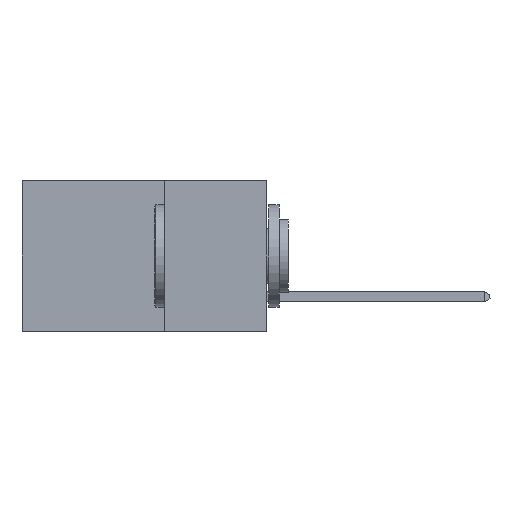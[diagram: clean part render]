
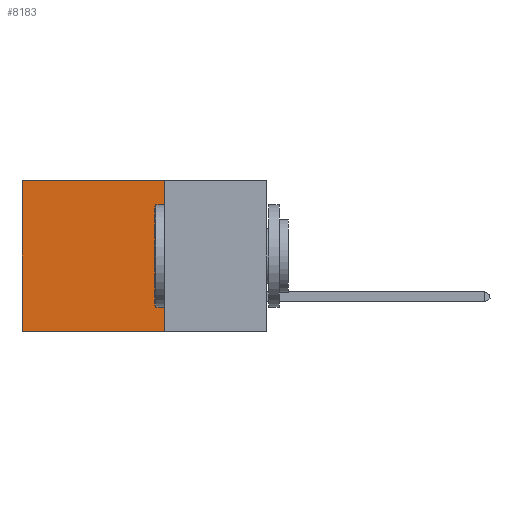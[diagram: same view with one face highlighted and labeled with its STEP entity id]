
A CAD part, left-side view. The second image highlights one B-rep face of the part: STEP entity #8183.
In plain terms, the highlighted planar face has unit normal (-1, 0, 0).
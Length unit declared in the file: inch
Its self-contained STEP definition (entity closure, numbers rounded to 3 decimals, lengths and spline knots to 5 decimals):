
#1103 = LINE ( 'NONE', #20190, #17498 ) ;
#2620 = PLANE ( 'NONE',  #17877 ) ;
#3694 = CARTESIAN_POINT ( 'NONE',  ( 0.2875, 0.25, 0. ) ) ;
#3822 = EDGE_CURVE ( 'NONE', #12734, #3851, #14631, .T. ) ;
#3851 = VERTEX_POINT ( 'NONE', #18981 ) ;
#4010 = EDGE_CURVE ( 'NONE', #18422, #12734, #19852, .T. ) ;
#5310 = DIRECTION ( 'NONE',  ( 0., 0., -1. ) ) ;
#5684 = ORIENTED_EDGE ( 'NONE', *, *, #4010, .F. ) ;
#5916 = DIRECTION ( 'NONE',  ( 1., 0., 0. ) ) ;
#6577 = VECTOR ( 'NONE', #16049, 39.37008 ) ;
#6636 = EDGE_LOOP ( 'NONE', ( #7602, #16343, #5684, #16067 ) ) ;
#7602 = ORIENTED_EDGE ( 'NONE', *, *, #14080, .T. ) ;
#7664 = CARTESIAN_POINT ( 'NONE',  ( 0.2875, 0.25, -0.37 ) ) ;
#7838 = EDGE_CURVE ( 'NONE', #18422, #18024, #18956, .T. ) ;
#8125 = FACE_OUTER_BOUND ( 'NONE', #6636, .T. ) ;
#8183 = ADVANCED_FACE ( 'NONE', ( #8125 ), #2620, .F. ) ;
#8564 = CARTESIAN_POINT ( 'NONE',  ( 0.2875, 0.25, -0.37 ) ) ;
#8738 = DIRECTION ( 'NONE',  ( 0., 1., 0. ) ) ;
#9056 = CARTESIAN_POINT ( 'NONE',  ( 0.2875, 0.25, 0. ) ) ;
#10810 = CARTESIAN_POINT ( 'NONE',  ( 0.2875, 0.6, 0. ) ) ;
#12734 = VERTEX_POINT ( 'NONE', #7664 ) ;
#14080 = EDGE_CURVE ( 'NONE', #18024, #3851, #1103, .T. ) ;
#14512 = CARTESIAN_POINT ( 'NONE',  ( 0.2875, 0.25, 0. ) ) ;
#14631 = LINE ( 'NONE', #8564, #18201 ) ;
#15295 = CARTESIAN_POINT ( 'NONE',  ( 0.2875, 0.25, 0. ) ) ;
#16049 = DIRECTION ( 'NONE',  ( 0., 1., 0. ) ) ;
#16067 = ORIENTED_EDGE ( 'NONE', *, *, #7838, .T. ) ;
#16343 = ORIENTED_EDGE ( 'NONE', *, *, #3822, .F. ) ;
#16885 = DIRECTION ( 'NONE',  ( 0., 0., -1. ) ) ;
#17204 = DIRECTION ( 'NONE',  ( 0., 0., -1. ) ) ;
#17498 = VECTOR ( 'NONE', #17204, 39.37008 ) ;
#17877 = AXIS2_PLACEMENT_3D ( 'NONE', #15295, #5916, #16885 ) ;
#18024 = VERTEX_POINT ( 'NONE', #10810 ) ;
#18201 = VECTOR ( 'NONE', #8738, 39.37008 ) ;
#18422 = VERTEX_POINT ( 'NONE', #9056 ) ;
#18956 = LINE ( 'NONE', #14512, #6577 ) ;
#18981 = CARTESIAN_POINT ( 'NONE',  ( 0.2875, 0.6, -0.37 ) ) ;
#19387 = VECTOR ( 'NONE', #5310, 39.37008 ) ;
#19852 = LINE ( 'NONE', #3694, #19387 ) ;
#20190 = CARTESIAN_POINT ( 'NONE',  ( 0.2875, 0.6, 0. ) ) ;
